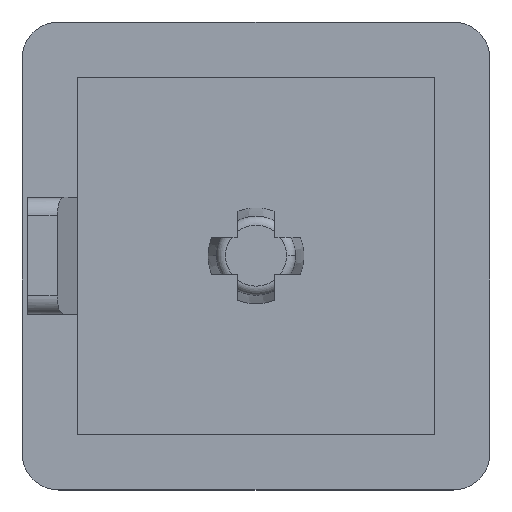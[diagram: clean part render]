
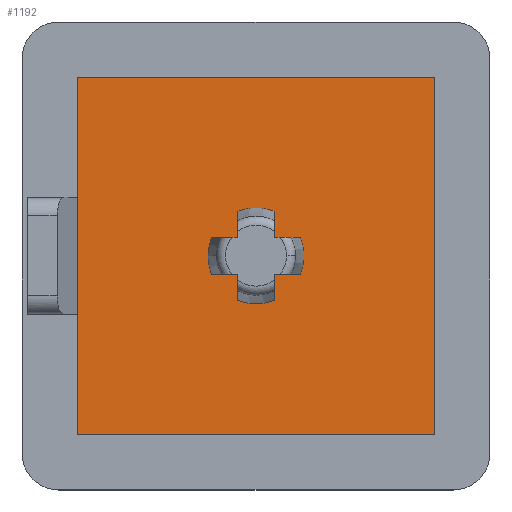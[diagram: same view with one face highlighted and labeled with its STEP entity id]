
A CAD part, top view. The second image highlights one B-rep face of the part: STEP entity #1192.
In plain terms, the highlighted planar face has unit normal (0, 0, 1).
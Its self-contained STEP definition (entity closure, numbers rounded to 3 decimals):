
#41 = VERTEX_POINT ( 'NONE', #1421 ) ;
#42 = EDGE_CURVE ( 'NONE', #202, #1214, #1753, .T. ) ;
#66 = ORIENTED_EDGE ( 'NONE', *, *, #86, .F. ) ;
#67 = CARTESIAN_POINT ( 'NONE',  ( -2.4, -1., 3. ) ) ;
#77 = CARTESIAN_POINT ( 'NONE',  ( 1., 2.4, 3. ) ) ;
#86 = EDGE_CURVE ( 'NONE', #1239, #1576, #1087, .T. ) ;
#117 = VERTEX_POINT ( 'NONE', #1636 ) ;
#150 = DIRECTION ( 'NONE',  ( 1., 0., 0. ) ) ;
#163 = DIRECTION ( 'NONE',  ( 0., -1., 0. ) ) ;
#169 = DIRECTION ( 'NONE',  ( 0., 0., 1. ) ) ;
#176 = ORIENTED_EDGE ( 'NONE', *, *, #1760, .F. ) ;
#192 = CARTESIAN_POINT ( 'NONE',  ( -2.6, 0., 3. ) ) ;
#202 = VERTEX_POINT ( 'NONE', #279 ) ;
#211 = ORIENTED_EDGE ( 'NONE', *, *, #1248, .T. ) ;
#236 = AXIS2_PLACEMENT_3D ( 'NONE', #304, #994, #487 ) ;
#252 = CARTESIAN_POINT ( 'NONE',  ( 1., 1., 3. ) ) ;
#266 = ORIENTED_EDGE ( 'NONE', *, *, #931, .F. ) ;
#279 = CARTESIAN_POINT ( 'NONE',  ( 9.7, -9.7, 3. ) ) ;
#297 = EDGE_LOOP ( 'NONE', ( #1383, #1519, #211, #1554 ) ) ;
#299 = CARTESIAN_POINT ( 'NONE',  ( -1., 1., 3. ) ) ;
#304 = CARTESIAN_POINT ( 'NONE',  ( -9.7, 9.7, 3. ) ) ;
#308 = VERTEX_POINT ( 'NONE', #912 ) ;
#347 = CIRCLE ( 'NONE', #1884, 2.6 ) ;
#355 = VERTEX_POINT ( 'NONE', #252 ) ;
#366 = VERTEX_POINT ( 'NONE', #922 ) ;
#381 = DIRECTION ( 'NONE',  ( 0., 0., 1. ) ) ;
#384 = EDGE_CURVE ( 'NONE', #355, #308, #2121, .T. ) ;
#387 = CARTESIAN_POINT ( 'NONE',  ( -2.4, 1., 3. ) ) ;
#401 = CARTESIAN_POINT ( 'NONE',  ( 9.7, 9.7, 3. ) ) ;
#438 = VECTOR ( 'NONE', #1067, 1000. ) ;
#444 = CARTESIAN_POINT ( 'NONE',  ( -1., -2.4, 3. ) ) ;
#487 = DIRECTION ( 'NONE',  ( 0., -1., 0. ) ) ;
#516 = VERTEX_POINT ( 'NONE', #299 ) ;
#524 = VECTOR ( 'NONE', #1565, 1000. ) ;
#533 = EDGE_CURVE ( 'NONE', #649, #725, #797, .T. ) ;
#538 = VECTOR ( 'NONE', #1265, 1000. ) ;
#560 = VECTOR ( 'NONE', #1571, 1000. ) ;
#564 = LINE ( 'NONE', #1934, #560 ) ;
#589 = CIRCLE ( 'NONE', #1843, 2.6 ) ;
#593 = DIRECTION ( 'NONE',  ( 0., 0., 1. ) ) ;
#604 = ORIENTED_EDGE ( 'NONE', *, *, #2079, .F. ) ;
#620 = VECTOR ( 'NONE', #1771, 1000. ) ;
#630 = VECTOR ( 'NONE', #914, 1000. ) ;
#641 = EDGE_CURVE ( 'NONE', #1576, #2179, #759, .T. ) ;
#649 = VERTEX_POINT ( 'NONE', #2111 ) ;
#701 = DIRECTION ( 'NONE',  ( 0., 0., 1. ) ) ;
#710 = ORIENTED_EDGE ( 'NONE', *, *, #641, .F. ) ;
#724 = CARTESIAN_POINT ( 'NONE',  ( 1., -1., 3. ) ) ;
#725 = VERTEX_POINT ( 'NONE', #2031 ) ;
#729 = DIRECTION ( 'NONE',  ( 1., 0., 0. ) ) ;
#740 = EDGE_CURVE ( 'NONE', #2179, #978, #1899, .T. ) ;
#759 = LINE ( 'NONE', #67, #2197 ) ;
#797 = LINE ( 'NONE', #1821, #1282 ) ;
#808 = ORIENTED_EDGE ( 'NONE', *, *, #1166, .F. ) ;
#838 = PLANE ( 'NONE',  #236 ) ;
#839 = CARTESIAN_POINT ( 'NONE',  ( -2.4, -1., 3. ) ) ;
#848 = FACE_BOUND ( 'NONE', #1199, .T. ) ;
#877 = ORIENTED_EDGE ( 'NONE', *, *, #1871, .F. ) ;
#880 = LINE ( 'NONE', #1557, #913 ) ;
#910 = LINE ( 'NONE', #1745, #524 ) ;
#912 = CARTESIAN_POINT ( 'NONE',  ( 1., 2.4, 3. ) ) ;
#913 = VECTOR ( 'NONE', #1393, 1000. ) ;
#914 = DIRECTION ( 'NONE',  ( 1., 0., 0. ) ) ;
#922 = CARTESIAN_POINT ( 'NONE',  ( 1., -2.4, 3. ) ) ;
#931 = EDGE_CURVE ( 'NONE', #2115, #41, #1666, .T. ) ;
#978 = VERTEX_POINT ( 'NONE', #444 ) ;
#983 = VECTOR ( 'NONE', #1983, 1000. ) ;
#994 = DIRECTION ( 'NONE',  ( 0., 0., -1. ) ) ;
#1036 = VERTEX_POINT ( 'NONE', #2188 ) ;
#1067 = DIRECTION ( 'NONE',  ( 0., 1., 0. ) ) ;
#1087 = CIRCLE ( 'NONE', #2149, 2.6 ) ;
#1118 = EDGE_CURVE ( 'NONE', #308, #1036, #347, .T. ) ;
#1136 = AXIS2_PLACEMENT_3D ( 'NONE', #1304, #593, #1826 ) ;
#1166 = EDGE_CURVE ( 'NONE', #1036, #516, #2030, .T. ) ;
#1172 = DIRECTION ( 'NONE',  ( 0., 0., 1. ) ) ;
#1192 = ADVANCED_FACE ( 'NONE', ( #848, #2048 ), #838, .F. ) ;
#1199 = EDGE_LOOP ( 'NONE', ( #266, #877, #1547, #604, #1834, #710, #66, #176, #1939, #808, #1651, #1394, #1910 ) ) ;
#1214 = VERTEX_POINT ( 'NONE', #1527 ) ;
#1239 = VERTEX_POINT ( 'NONE', #192 ) ;
#1248 = EDGE_CURVE ( 'NONE', #725, #202, #880, .T. ) ;
#1265 = DIRECTION ( 'NONE',  ( 0., 1., 0. ) ) ;
#1282 = VECTOR ( 'NONE', #1497, 1000. ) ;
#1304 = CARTESIAN_POINT ( 'NONE',  ( 0., 0., 3. ) ) ;
#1362 = CARTESIAN_POINT ( 'NONE',  ( 0., 0., 3. ) ) ;
#1370 = CARTESIAN_POINT ( 'NONE',  ( -1., 2.4, 3. ) ) ;
#1383 = ORIENTED_EDGE ( 'NONE', *, *, #2155, .T. ) ;
#1393 = DIRECTION ( 'NONE',  ( 1., 0., 0. ) ) ;
#1394 = ORIENTED_EDGE ( 'NONE', *, *, #384, .F. ) ;
#1401 = CARTESIAN_POINT ( 'NONE',  ( 2.4, -1., 3. ) ) ;
#1421 = CARTESIAN_POINT ( 'NONE',  ( 2.4, 1., 3. ) ) ;
#1497 = DIRECTION ( 'NONE',  ( 0., -1., 0. ) ) ;
#1519 = ORIENTED_EDGE ( 'NONE', *, *, #533, .T. ) ;
#1522 = DIRECTION ( 'NONE',  ( 1., 0., 0. ) ) ;
#1527 = CARTESIAN_POINT ( 'NONE',  ( 9.7, 9.7, 3. ) ) ;
#1547 = ORIENTED_EDGE ( 'NONE', *, *, #1650, .F. ) ;
#1552 = CARTESIAN_POINT ( 'NONE',  ( -1., -1., 3. ) ) ;
#1554 = ORIENTED_EDGE ( 'NONE', *, *, #42, .T. ) ;
#1557 = CARTESIAN_POINT ( 'NONE',  ( -9.7, -9.7, 3. ) ) ;
#1565 = DIRECTION ( 'NONE',  ( -1., 0., 0. ) ) ;
#1571 = DIRECTION ( 'NONE',  ( -1., 0., 0. ) ) ;
#1576 = VERTEX_POINT ( 'NONE', #839 ) ;
#1596 = EDGE_CURVE ( 'NONE', #41, #355, #1908, .T. ) ;
#1610 = CARTESIAN_POINT ( 'NONE',  ( 1., -1., 3. ) ) ;
#1636 = CARTESIAN_POINT ( 'NONE',  ( 1., -1., 3. ) ) ;
#1650 = EDGE_CURVE ( 'NONE', #366, #117, #1814, .T. ) ;
#1651 = ORIENTED_EDGE ( 'NONE', *, *, #1118, .F. ) ;
#1663 = AXIS2_PLACEMENT_3D ( 'NONE', #1848, #1172, #150 ) ;
#1666 = CIRCLE ( 'NONE', #1136, 2.6 ) ;
#1745 = CARTESIAN_POINT ( 'NONE',  ( -9.7, 9.7, 3. ) ) ;
#1753 = LINE ( 'NONE', #401, #438 ) ;
#1760 = EDGE_CURVE ( 'NONE', #1840, #1239, #2205, .T. ) ;
#1771 = DIRECTION ( 'NONE',  ( -1., 0., 0. ) ) ;
#1776 = VECTOR ( 'NONE', #163, 1000. ) ;
#1814 = LINE ( 'NONE', #1610, #983 ) ;
#1821 = CARTESIAN_POINT ( 'NONE',  ( -9.7, 9.7, 3. ) ) ;
#1822 = CARTESIAN_POINT ( 'NONE',  ( 0., 0., 3. ) ) ;
#1826 = DIRECTION ( 'NONE',  ( 1., 0., 0. ) ) ;
#1834 = ORIENTED_EDGE ( 'NONE', *, *, #740, .F. ) ;
#1835 = EDGE_CURVE ( 'NONE', #516, #1840, #564, .T. ) ;
#1840 = VERTEX_POINT ( 'NONE', #387 ) ;
#1843 = AXIS2_PLACEMENT_3D ( 'NONE', #1822, #169, #1522 ) ;
#1848 = CARTESIAN_POINT ( 'NONE',  ( 0., 0., 3. ) ) ;
#1865 = CARTESIAN_POINT ( 'NONE',  ( -1., -1., 3. ) ) ;
#1871 = EDGE_CURVE ( 'NONE', #117, #2115, #1926, .T. ) ;
#1884 = AXIS2_PLACEMENT_3D ( 'NONE', #1362, #701, #2018 ) ;
#1899 = LINE ( 'NONE', #1865, #2098 ) ;
#1908 = LINE ( 'NONE', #1919, #620 ) ;
#1910 = ORIENTED_EDGE ( 'NONE', *, *, #1596, .F. ) ;
#1919 = CARTESIAN_POINT ( 'NONE',  ( 1., 1., 3. ) ) ;
#1926 = LINE ( 'NONE', #724, #630 ) ;
#1934 = CARTESIAN_POINT ( 'NONE',  ( -2.4, 1., 3. ) ) ;
#1939 = ORIENTED_EDGE ( 'NONE', *, *, #1835, .F. ) ;
#1976 = DIRECTION ( 'NONE',  ( 1., 0., 0. ) ) ;
#1983 = DIRECTION ( 'NONE',  ( 0., 1., 0. ) ) ;
#2018 = DIRECTION ( 'NONE',  ( 1., 0., 0. ) ) ;
#2030 = LINE ( 'NONE', #1370, #1776 ) ;
#2031 = CARTESIAN_POINT ( 'NONE',  ( -9.7, -9.7, 3. ) ) ;
#2048 = FACE_OUTER_BOUND ( 'NONE', #297, .T. ) ;
#2079 = EDGE_CURVE ( 'NONE', #978, #366, #589, .T. ) ;
#2080 = CARTESIAN_POINT ( 'NONE',  ( 0., 0., 3. ) ) ;
#2098 = VECTOR ( 'NONE', #2190, 1000. ) ;
#2111 = CARTESIAN_POINT ( 'NONE',  ( -9.7, 9.7, 3. ) ) ;
#2115 = VERTEX_POINT ( 'NONE', #1401 ) ;
#2121 = LINE ( 'NONE', #77, #538 ) ;
#2149 = AXIS2_PLACEMENT_3D ( 'NONE', #2080, #381, #729 ) ;
#2155 = EDGE_CURVE ( 'NONE', #1214, #649, #910, .T. ) ;
#2179 = VERTEX_POINT ( 'NONE', #1552 ) ;
#2188 = CARTESIAN_POINT ( 'NONE',  ( -1., 2.4, 3. ) ) ;
#2190 = DIRECTION ( 'NONE',  ( 0., -1., 0. ) ) ;
#2197 = VECTOR ( 'NONE', #1976, 1000. ) ;
#2205 = CIRCLE ( 'NONE', #1663, 2.6 ) ;
